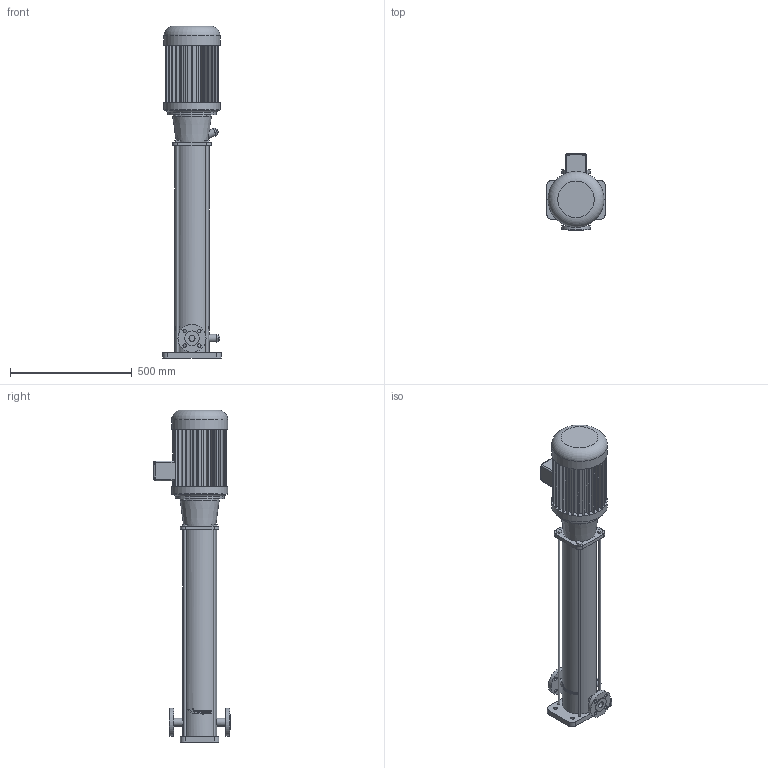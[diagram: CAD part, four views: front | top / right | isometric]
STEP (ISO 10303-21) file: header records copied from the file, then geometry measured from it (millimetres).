
FILE_DESCRIPTION(('STEP AP203'), '1');
FILE_NAME('曶笴 岈5-22...28', '', ('UNSPECIFIED'), ('UNSPECIFIED'), 'C3D Converter', 'C3D Toolkit', '');
FILE_SCHEMA(('CONFIG_CONTROL_DESIGN'));
Length unit declared in the file: millimetre
Bounding box: 240 x 313 x 1363 mm (x, y, z)
Volume: 29631632.6 mm3; surface area: 1262351.4 mm2
Topology: 1 solids, 1 shells, 462 faces, 1325 edges, 906 vertices
Faces by surface type: plane 316, cylinder 136, bspline 6, torus 2, cone 2
Full cylindrical faces by diameter (mm): 10 x4, 14 x12, 25 x2, 32 x4, 60 x2, 115 x2, 140 x1, 160 x1, 200 x1, 230 x2
Entity records: 20822 total; most frequent: CARTESIAN_POINT 5347, ORIENTED_EDGE 2418, DIRECTION 2339, EDGE_CURVE 1209, VERTEX_POINT 822, AXIS2_PLACEMENT_3D 784, LINE 771, VECTOR 771
